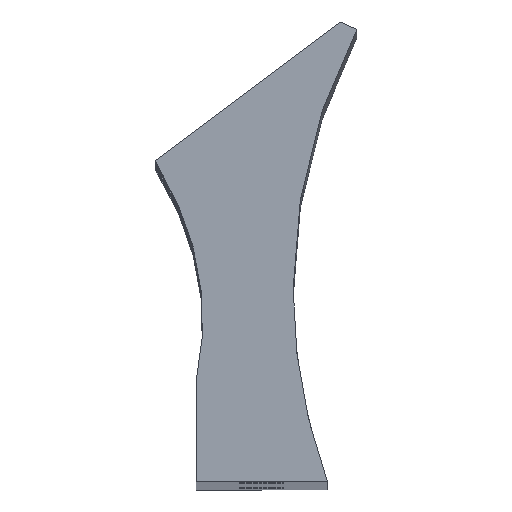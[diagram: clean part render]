
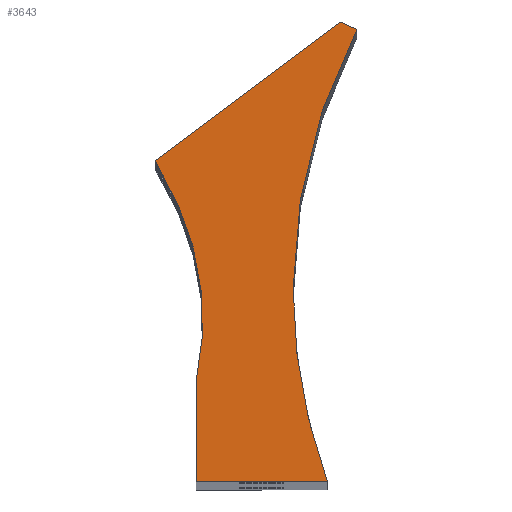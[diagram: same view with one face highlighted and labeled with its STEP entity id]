
A CAD part, top view. The second image highlights one B-rep face of the part: STEP entity #3643.
In plain terms, the highlighted planar face has unit normal (0, 0, 1).
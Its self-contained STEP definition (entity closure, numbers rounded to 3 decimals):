
#101 = ORIENTED_EDGE ( 'NONE', *, *, #3609, .T. ) ;
#187 = DIRECTION ( 'NONE',  ( 0., 0., -1. ) ) ;
#191 = AXIS2_PLACEMENT_3D ( 'NONE', #1400, #2725, #3088 ) ;
#241 = EDGE_CURVE ( 'NONE', #1150, #4118, #4284, .T. ) ;
#276 = CARTESIAN_POINT ( 'NONE',  ( -5.985, -31.601, 648. ) ) ;
#374 = DIRECTION ( 'NONE',  ( 0., 0., -1. ) ) ;
#423 = EDGE_CURVE ( 'NONE', #2539, #5097, #2843, .T. ) ;
#492 = LINE ( 'NONE', #3721, #4551 ) ;
#548 = DIRECTION ( 'NONE',  ( -0.914, 0.406, 0. ) ) ;
#611 = AXIS2_PLACEMENT_3D ( 'NONE', #3064, #374, #4399 ) ;
#782 = ORIENTED_EDGE ( 'NONE', *, *, #423, .T. ) ;
#791 = EDGE_CURVE ( 'NONE', #4142, #2592, #1464, .T. ) ;
#978 = FACE_OUTER_BOUND ( 'NONE', #1973, .T. ) ;
#1043 = CARTESIAN_POINT ( 'NONE',  ( -5.985, -17.839, 648. ) ) ;
#1150 = VERTEX_POINT ( 'NONE', #1644 ) ;
#1389 = DIRECTION ( 'NONE',  ( 0., -1., 0. ) ) ;
#1398 = EDGE_CURVE ( 'NONE', #5235, #2539, #492, .T. ) ;
#1400 = CARTESIAN_POINT ( 'NONE',  ( -43.827, -9.463, 648. ) ) ;
#1406 = CARTESIAN_POINT ( 'NONE',  ( 16.064, 30.399, 648. ) ) ;
#1435 = CARTESIAN_POINT ( 'NONE',  ( -11.613, 12.388, 648. ) ) ;
#1464 = LINE ( 'NONE', #1043, #2934 ) ;
#1548 = DIRECTION ( 'NONE',  ( 1., 0., 0. ) ) ;
#1644 = CARTESIAN_POINT ( 'NONE',  ( 12.015, -31.601, 648. ) ) ;
#1664 = CARTESIAN_POINT ( 'NONE',  ( -8.464, 6.399, 648. ) ) ;
#1780 = VERTEX_POINT ( 'NONE', #1664 ) ;
#1912 = CARTESIAN_POINT ( 'NONE',  ( -5.985, -31.601, 648. ) ) ;
#1928 = CARTESIAN_POINT ( 'NONE',  ( 84.015, -5.171, 648. ) ) ;
#1973 = EDGE_LOOP ( 'NONE', ( #101, #2640, #2297, #4339, #2743, #3150, #782, #4660 ) ) ;
#2152 = CARTESIAN_POINT ( 'NONE',  ( -43.827, -9.463, 648. ) ) ;
#2228 = LINE ( 'NONE', #276, #3042 ) ;
#2297 = ORIENTED_EDGE ( 'NONE', *, *, #3218, .T. ) ;
#2450 = VECTOR ( 'NONE', #3820, 1000. ) ;
#2479 = EDGE_CURVE ( 'NONE', #4118, #5235, #4051, .T. ) ;
#2539 = VERTEX_POINT ( 'NONE', #3914 ) ;
#2592 = VERTEX_POINT ( 'NONE', #1912 ) ;
#2640 = ORIENTED_EDGE ( 'NONE', *, *, #791, .T. ) ;
#2676 = CARTESIAN_POINT ( 'NONE',  ( -5.985, -17.839, 648. ) ) ;
#2725 = DIRECTION ( 'NONE',  ( 0., 0., -1. ) ) ;
#2743 = ORIENTED_EDGE ( 'NONE', *, *, #2479, .T. ) ;
#2843 = LINE ( 'NONE', #4467, #3427 ) ;
#2934 = VECTOR ( 'NONE', #1389, 1000. ) ;
#3042 = VECTOR ( 'NONE', #5072, 1000. ) ;
#3064 = CARTESIAN_POINT ( 'NONE',  ( 84.015, -5.171, 648. ) ) ;
#3088 = DIRECTION ( 'NONE',  ( -1., 0., 0. ) ) ;
#3150 = ORIENTED_EDGE ( 'NONE', *, *, #1398, .T. ) ;
#3156 = DIRECTION ( 'NONE',  ( 0., 0., -1. ) ) ;
#3218 = EDGE_CURVE ( 'NONE', #2592, #1150, #2228, .T. ) ;
#3386 = PLANE ( 'NONE',  #191 ) ;
#3395 = CARTESIAN_POINT ( 'NONE',  ( 7.317, -5.171, 648. ) ) ;
#3427 = VECTOR ( 'NONE', #5080, 1000. ) ;
#3455 = CIRCLE ( 'NONE', #3707, 38.758 ) ;
#3609 = EDGE_CURVE ( 'NONE', #1780, #4142, #3455, .T. ) ;
#3643 = ADVANCED_FACE ( 'NONE', ( #978 ), #3386, .F. ) ;
#3707 = AXIS2_PLACEMENT_3D ( 'NONE', #2152, #187, #3755 ) ;
#3721 = CARTESIAN_POINT ( 'NONE',  ( 16.064, 30.399, 648. ) ) ;
#3755 = DIRECTION ( 'NONE',  ( -1., 0., 0. ) ) ;
#3820 = DIRECTION ( 'NONE',  ( 0.465, -0.885, 0. ) ) ;
#3914 = CARTESIAN_POINT ( 'NONE',  ( 13.815, 31.399, 648. ) ) ;
#4051 = CIRCLE ( 'NONE', #611, 76.698 ) ;
#4118 = VERTEX_POINT ( 'NONE', #3395 ) ;
#4122 = EDGE_CURVE ( 'NONE', #5097, #1780, #4643, .T. ) ;
#4142 = VERTEX_POINT ( 'NONE', #2676 ) ;
#4284 = CIRCLE ( 'NONE', #4370, 76.698 ) ;
#4330 = CARTESIAN_POINT ( 'NONE',  ( -8.464, 6.399, 648. ) ) ;
#4339 = ORIENTED_EDGE ( 'NONE', *, *, #241, .T. ) ;
#4370 = AXIS2_PLACEMENT_3D ( 'NONE', #1928, #3156, #1548 ) ;
#4399 = DIRECTION ( 'NONE',  ( 1., 0., 0. ) ) ;
#4467 = CARTESIAN_POINT ( 'NONE',  ( 13.815, 31.399, 648. ) ) ;
#4551 = VECTOR ( 'NONE', #548, 1000. ) ;
#4643 = LINE ( 'NONE', #4330, #2450 ) ;
#4660 = ORIENTED_EDGE ( 'NONE', *, *, #4122, .T. ) ;
#5072 = DIRECTION ( 'NONE',  ( 1., 0., 0. ) ) ;
#5080 = DIRECTION ( 'NONE',  ( -0.801, -0.599, 0. ) ) ;
#5097 = VERTEX_POINT ( 'NONE', #1435 ) ;
#5235 = VERTEX_POINT ( 'NONE', #1406 ) ;
